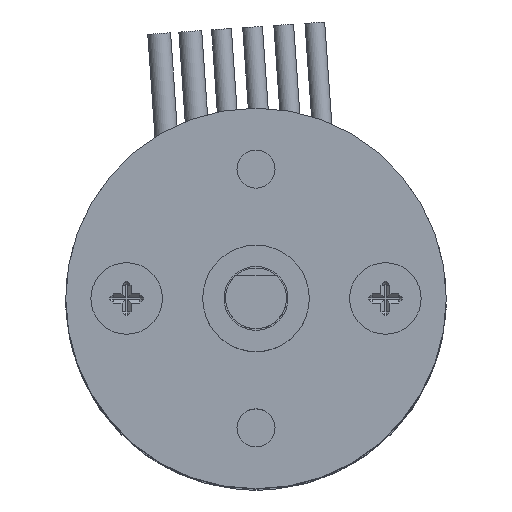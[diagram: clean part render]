
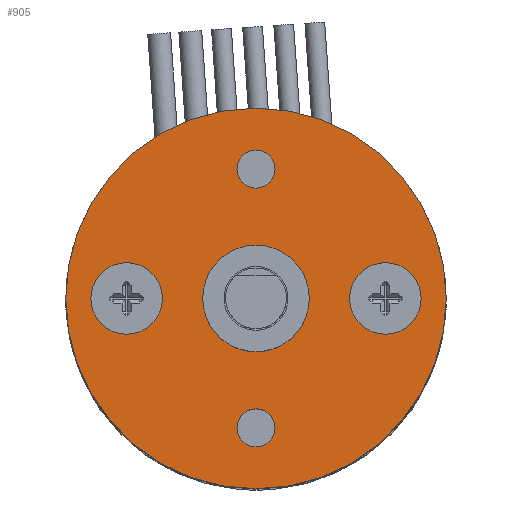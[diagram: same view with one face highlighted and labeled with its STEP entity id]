
A CAD part, top view. The second image highlights one B-rep face of the part: STEP entity #905.
In plain terms, the highlighted planar face has unit normal (0, 0, 1).
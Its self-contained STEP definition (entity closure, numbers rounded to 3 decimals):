
#905 = ADVANCED_FACE ( 'NONE', ( #3908, #28878, #28038, #5595, #18784, #29264 ), #2651, .F. ) ;
#1596 = ORIENTED_EDGE ( 'NONE', *, *, #21593, .F. ) ;
#1894 = CIRCLE ( 'NONE', #30872, 1.25 ) ;
#2225 = CIRCLE ( 'NONE', #15086, 2.35 ) ;
#2439 = EDGE_CURVE ( 'NONE', #13381, #13381, #20672, .T. ) ;
#2651 = PLANE ( 'NONE',  #7627 ) ;
#2709 = CARTESIAN_POINT ( 'NONE',  ( 8.5, 0., 0. ) ) ;
#2760 = ORIENTED_EDGE ( 'NONE', *, *, #14962, .F. ) ;
#3862 = DIRECTION ( 'NONE',  ( 1., 0., 0. ) ) ;
#3908 = FACE_BOUND ( 'NONE', #27195, .T. ) ;
#4157 = CIRCLE ( 'NONE', #18280, 1.25 ) ;
#4216 = AXIS2_PLACEMENT_3D ( 'NONE', #4770, #23318, #31641 ) ;
#4588 = DIRECTION ( 'NONE',  ( -1., 0., 0. ) ) ;
#4770 = CARTESIAN_POINT ( 'NONE',  ( 0., 0., 0. ) ) ;
#5595 = FACE_OUTER_BOUND ( 'NONE', #19198, .T. ) ;
#7523 = CARTESIAN_POINT ( 'NONE',  ( -3.5, 0., 0. ) ) ;
#7627 = AXIS2_PLACEMENT_3D ( 'NONE', #26603, #29305, #16213 ) ;
#8045 = VERTEX_POINT ( 'NONE', #31365 ) ;
#8130 = ORIENTED_EDGE ( 'NONE', *, *, #23065, .F. ) ;
#8439 = CARTESIAN_POINT ( 'NONE',  ( 0., 0., 0. ) ) ;
#9256 = VERTEX_POINT ( 'NONE', #12824 ) ;
#9317 = AXIS2_PLACEMENT_3D ( 'NONE', #12454, #12905, #4588 ) ;
#11164 = CIRCLE ( 'NONE', #9317, 2.35 ) ;
#11199 = DIRECTION ( 'NONE',  ( -1., 0., 0. ) ) ;
#12454 = CARTESIAN_POINT ( 'NONE',  ( -8.5, 0., 0. ) ) ;
#12735 = CIRCLE ( 'NONE', #4216, 3.5 ) ;
#12824 = CARTESIAN_POINT ( 'NONE',  ( 1.25, 8.5, 0. ) ) ;
#12905 = DIRECTION ( 'NONE',  ( 0., 0., -1. ) ) ;
#13143 = DIRECTION ( 'NONE',  ( 0., 0., 1. ) ) ;
#13381 = VERTEX_POINT ( 'NONE', #14921 ) ;
#14317 = ORIENTED_EDGE ( 'NONE', *, *, #19806, .F. ) ;
#14921 = CARTESIAN_POINT ( 'NONE',  ( -12.5, 0., 0. ) ) ;
#14962 = EDGE_CURVE ( 'NONE', #21710, #21710, #4157, .T. ) ;
#15086 = AXIS2_PLACEMENT_3D ( 'NONE', #2709, #13143, #23967 ) ;
#16213 = DIRECTION ( 'NONE',  ( -1., 0., 0. ) ) ;
#16725 = DIRECTION ( 'NONE',  ( 0., 0., 1. ) ) ;
#18280 = AXIS2_PLACEMENT_3D ( 'NONE', #20453, #31338, #23257 ) ;
#18784 = FACE_BOUND ( 'NONE', #19190, .T. ) ;
#19190 = EDGE_LOOP ( 'NONE', ( #14317 ) ) ;
#19198 = EDGE_LOOP ( 'NONE', ( #26146 ) ) ;
#19375 = EDGE_CURVE ( 'NONE', #8045, #8045, #11164, .T. ) ;
#19806 = EDGE_CURVE ( 'NONE', #34222, #34222, #12735, .T. ) ;
#20453 = CARTESIAN_POINT ( 'NONE',  ( 0., -8.5, 0. ) ) ;
#20594 = CARTESIAN_POINT ( 'NONE',  ( 1.25, -8.5, 0. ) ) ;
#20672 = CIRCLE ( 'NONE', #32195, 12.5 ) ;
#21593 = EDGE_CURVE ( 'NONE', #31738, #31738, #2225, .T. ) ;
#21710 = VERTEX_POINT ( 'NONE', #20594 ) ;
#23065 = EDGE_CURVE ( 'NONE', #9256, #9256, #1894, .T. ) ;
#23257 = DIRECTION ( 'NONE',  ( 1., 0., 0. ) ) ;
#23318 = DIRECTION ( 'NONE',  ( 0., 0., 1. ) ) ;
#23967 = DIRECTION ( 'NONE',  ( 1., 0., 0. ) ) ;
#25286 = EDGE_LOOP ( 'NONE', ( #28262 ) ) ;
#26146 = ORIENTED_EDGE ( 'NONE', *, *, #2439, .F. ) ;
#26603 = CARTESIAN_POINT ( 'NONE',  ( 0., 0., 0. ) ) ;
#27154 = DIRECTION ( 'NONE',  ( 0., 0., -1. ) ) ;
#27195 = EDGE_LOOP ( 'NONE', ( #1596 ) ) ;
#27841 = EDGE_LOOP ( 'NONE', ( #8130 ) ) ;
#28038 = FACE_BOUND ( 'NONE', #27841, .T. ) ;
#28262 = ORIENTED_EDGE ( 'NONE', *, *, #19375, .T. ) ;
#28809 = CARTESIAN_POINT ( 'NONE',  ( 10.85, 0., 0. ) ) ;
#28878 = FACE_BOUND ( 'NONE', #33537, .T. ) ;
#29264 = FACE_BOUND ( 'NONE', #25286, .T. ) ;
#29305 = DIRECTION ( 'NONE',  ( 0., 0., -1. ) ) ;
#30265 = CARTESIAN_POINT ( 'NONE',  ( 0., 8.5, 0. ) ) ;
#30872 = AXIS2_PLACEMENT_3D ( 'NONE', #30265, #16725, #3862 ) ;
#31338 = DIRECTION ( 'NONE',  ( 0., 0., 1. ) ) ;
#31365 = CARTESIAN_POINT ( 'NONE',  ( -10.85, 0., 0. ) ) ;
#31641 = DIRECTION ( 'NONE',  ( -1., 0., 0. ) ) ;
#31738 = VERTEX_POINT ( 'NONE', #28809 ) ;
#32195 = AXIS2_PLACEMENT_3D ( 'NONE', #8439, #27154, #11199 ) ;
#33537 = EDGE_LOOP ( 'NONE', ( #2760 ) ) ;
#34222 = VERTEX_POINT ( 'NONE', #7523 ) ;
